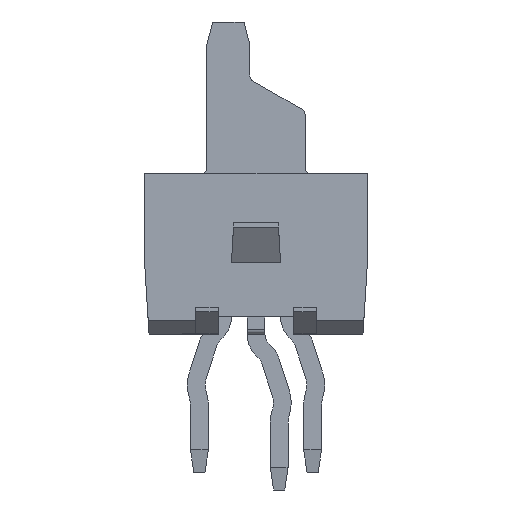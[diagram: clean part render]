
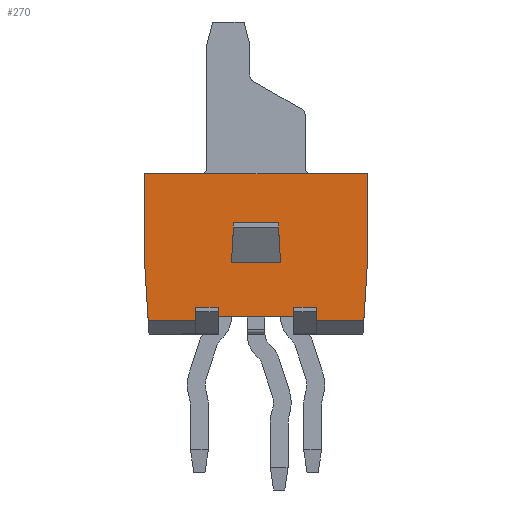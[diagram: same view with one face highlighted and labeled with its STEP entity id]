
A CAD part, left-side view. The second image highlights one B-rep face of the part: STEP entity #270.
In plain terms, the highlighted planar face has unit normal (-1, 0, 0).
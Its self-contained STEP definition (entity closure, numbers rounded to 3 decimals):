
#270 = ADVANCED_FACE( '', ( #547, #548 ), #549, .F. );
#547 = FACE_BOUND( '', #1117, .T. );
#548 = FACE_OUTER_BOUND( '', #1118, .T. );
#549 = PLANE( '', #1119 );
#1117 = EDGE_LOOP( '', ( #1769, #1770, #1771, #1772 ) );
#1118 = EDGE_LOOP( '', ( #1773, #1774, #1775, #1776, #1777, #1778, #1779, #1780, #1781, #1782, #1783, #1784, #1785, #1786 ) );
#1119 = AXIS2_PLACEMENT_3D( '', #1787, #1788, #1789 );
#1769 = ORIENTED_EDGE( '', *, *, #4094, .T. );
#1770 = ORIENTED_EDGE( '', *, *, #4095, .T. );
#1771 = ORIENTED_EDGE( '', *, *, #4096, .F. );
#1772 = ORIENTED_EDGE( '', *, *, #4097, .F. );
#1773 = ORIENTED_EDGE( '', *, *, #4098, .T. );
#1774 = ORIENTED_EDGE( '', *, *, #4099, .T. );
#1775 = ORIENTED_EDGE( '', *, *, #4100, .F. );
#1776 = ORIENTED_EDGE( '', *, *, #4101, .T. );
#1777 = ORIENTED_EDGE( '', *, *, #4102, .F. );
#1778 = ORIENTED_EDGE( '', *, *, #4103, .F. );
#1779 = ORIENTED_EDGE( '', *, *, #4104, .T. );
#1780 = ORIENTED_EDGE( '', *, *, #4105, .T. );
#1781 = ORIENTED_EDGE( '', *, *, #4106, .F. );
#1782 = ORIENTED_EDGE( '', *, *, #4107, .F. );
#1783 = ORIENTED_EDGE( '', *, *, #4088, .F. );
#1784 = ORIENTED_EDGE( '', *, *, #4108, .T. );
#1785 = ORIENTED_EDGE( '', *, *, #4109, .T. );
#1786 = ORIENTED_EDGE( '', *, *, #4110, .T. );
#1787 = CARTESIAN_POINT( '', ( -11.175, 2.5, 3.6 ) );
#1788 = DIRECTION( '', ( 1., 0., 0. ) );
#1789 = DIRECTION( '', ( 0., 0., -1. ) );
#4088 = EDGE_CURVE( '', #4913, #4915, #4916, .T. );
#4094 = EDGE_CURVE( '', #4924, #4925, #4926, .T. );
#4095 = EDGE_CURVE( '', #4925, #4927, #4928, .T. );
#4096 = EDGE_CURVE( '', #4929, #4927, #4930, .T. );
#4097 = EDGE_CURVE( '', #4924, #4929, #4931, .T. );
#4098 = EDGE_CURVE( '', #4932, #4933, #4934, .T. );
#4099 = EDGE_CURVE( '', #4933, #4935, #4936, .T. );
#4100 = EDGE_CURVE( '', #4937, #4935, #4938, .T. );
#4101 = EDGE_CURVE( '', #4937, #4939, #4940, .T. );
#4102 = EDGE_CURVE( '', #4941, #4939, #4942, .T. );
#4103 = EDGE_CURVE( '', #4943, #4941, #4944, .T. );
#4104 = EDGE_CURVE( '', #4943, #4945, #4946, .T. );
#4105 = EDGE_CURVE( '', #4945, #4947, #4948, .T. );
#4106 = EDGE_CURVE( '', #4949, #4947, #4950, .T. );
#4107 = EDGE_CURVE( '', #4915, #4949, #4951, .T. );
#4108 = EDGE_CURVE( '', #4913, #4952, #4953, .T. );
#4109 = EDGE_CURVE( '', #4952, #4954, #4955, .T. );
#4110 = EDGE_CURVE( '', #4954, #4932, #4956, .T. );
#4913 = VERTEX_POINT( '', #6252 );
#4915 = VERTEX_POINT( '', #6255 );
#4916 = LINE( '', #6256, #6257 );
#4924 = VERTEX_POINT( '', #6270 );
#4925 = VERTEX_POINT( '', #6271 );
#4926 = LINE( '', #6272, #6273 );
#4927 = VERTEX_POINT( '', #6274 );
#4928 = LINE( '', #6275, #6276 );
#4929 = VERTEX_POINT( '', #6277 );
#4930 = LINE( '', #6278, #6279 );
#4931 = LINE( '', #6280, #6281 );
#4932 = VERTEX_POINT( '', #6282 );
#4933 = VERTEX_POINT( '', #6283 );
#4934 = LINE( '', #6284, #6285 );
#4935 = VERTEX_POINT( '', #6286 );
#4936 = LINE( '', #6287, #6288 );
#4937 = VERTEX_POINT( '', #6289 );
#4938 = LINE( '', #6290, #6291 );
#4939 = VERTEX_POINT( '', #6292 );
#4940 = LINE( '', #6293, #6294 );
#4941 = VERTEX_POINT( '', #6295 );
#4942 = LINE( '', #6296, #6297 );
#4943 = VERTEX_POINT( '', #6298 );
#4944 = LINE( '', #6299, #6300 );
#4945 = VERTEX_POINT( '', #6301 );
#4946 = LINE( '', #6302, #6303 );
#4947 = VERTEX_POINT( '', #6304 );
#4948 = LINE( '', #6305, #6306 );
#4949 = VERTEX_POINT( '', #6307 );
#4950 = LINE( '', #6308, #6309 );
#4951 = LINE( '', #6310, #6311 );
#4952 = VERTEX_POINT( '', #6312 );
#4953 = LINE( '', #6313, #6314 );
#4954 = VERTEX_POINT( '', #6315 );
#4955 = LINE( '', #6316, #6317 );
#4956 = LINE( '', #6318, #6319 );
#6252 = CARTESIAN_POINT( '', ( -11.175, 2.5, 3.6 ) );
#6255 = CARTESIAN_POINT( '', ( -11.175, -2.5, 3.6 ) );
#6256 = CARTESIAN_POINT( '', ( -11.175, 2.5, 3.6 ) );
#6257 = VECTOR( '', #8212, 1000. );
#6270 = CARTESIAN_POINT( '', ( -11.175, -0.5, 2.5 ) );
#6271 = CARTESIAN_POINT( '', ( -11.175, -0.55, 1.6 ) );
#6272 = CARTESIAN_POINT( '', ( -11.175, -0.5, 2.5 ) );
#6273 = VECTOR( '', #8218, 1000. );
#6274 = CARTESIAN_POINT( '', ( -11.175, 0.55, 1.6 ) );
#6275 = CARTESIAN_POINT( '', ( -11.175, -0.55, 1.6 ) );
#6276 = VECTOR( '', #8219, 1000. );
#6277 = CARTESIAN_POINT( '', ( -11.175, 0.5, 2.5 ) );
#6278 = CARTESIAN_POINT( '', ( -11.175, 0.5, 2.5 ) );
#6279 = VECTOR( '', #8220, 1000. );
#6280 = CARTESIAN_POINT( '', ( -11.175, -0.55, 2.5 ) );
#6281 = VECTOR( '', #8221, 1000. );
#6282 = CARTESIAN_POINT( '', ( -11.175, 1.35, 0.3 ) );
#6283 = CARTESIAN_POINT( '', ( -11.175, 1.35, 0.6 ) );
#6284 = CARTESIAN_POINT( '', ( -11.175, 1.35, 0.3 ) );
#6285 = VECTOR( '', #8222, 1000. );
#6286 = CARTESIAN_POINT( '', ( -11.175, 0.85, 0.6 ) );
#6287 = CARTESIAN_POINT( '', ( -11.175, 1.35, 0.6 ) );
#6288 = VECTOR( '', #8223, 1000. );
#6289 = CARTESIAN_POINT( '', ( -11.175, 0.85, 0.4 ) );
#6290 = CARTESIAN_POINT( '', ( -11.175, 0.85, 0.3 ) );
#6291 = VECTOR( '', #8224, 1000. );
#6292 = CARTESIAN_POINT( '', ( -11.175, -0.85, 0.4 ) );
#6293 = CARTESIAN_POINT( '', ( -11.175, 2.5, 0.4 ) );
#6294 = VECTOR( '', #8225, 1000. );
#6295 = CARTESIAN_POINT( '', ( -11.175, -0.85, 0.6 ) );
#6296 = CARTESIAN_POINT( '', ( -11.175, -0.85, 0.6 ) );
#6297 = VECTOR( '', #8226, 1000. );
#6298 = CARTESIAN_POINT( '', ( -11.175, -1.35, 0.6 ) );
#6299 = CARTESIAN_POINT( '', ( -11.175, -1.35, 0.6 ) );
#6300 = VECTOR( '', #8227, 1000. );
#6301 = CARTESIAN_POINT( '', ( -11.175, -1.35, 0.3 ) );
#6302 = CARTESIAN_POINT( '', ( -11.175, -1.35, 0.6 ) );
#6303 = VECTOR( '', #8228, 1000. );
#6304 = CARTESIAN_POINT( '', ( -11.175, -2.419, 0.3 ) );
#6305 = CARTESIAN_POINT( '', ( -11.175, 2.5, 0.3 ) );
#6306 = VECTOR( '', #8229, 1000. );
#6307 = CARTESIAN_POINT( '', ( -11.175, -2.5, 1.6 ) );
#6308 = CARTESIAN_POINT( '', ( -11.175, -2.605, 3.281 ) );
#6309 = VECTOR( '', #8230, 1000. );
#6310 = CARTESIAN_POINT( '', ( -11.175, -2.5, 3.6 ) );
#6311 = VECTOR( '', #8231, 1000. );
#6312 = CARTESIAN_POINT( '', ( -11.175, 2.5, 1.6 ) );
#6313 = CARTESIAN_POINT( '', ( -11.175, 2.5, 3.6 ) );
#6314 = VECTOR( '', #8232, 1000. );
#6315 = CARTESIAN_POINT( '', ( -11.175, 2.419, 0.3 ) );
#6316 = CARTESIAN_POINT( '', ( -11.175, 2.625, 3.592 ) );
#6317 = VECTOR( '', #8233, 1000. );
#6318 = CARTESIAN_POINT( '', ( -11.175, 2.5, 0.3 ) );
#6319 = VECTOR( '', #8234, 1000. );
#8212 = DIRECTION( '', ( 0., -1., 0. ) );
#8218 = DIRECTION( '', ( 0., -0.055, -0.998 ) );
#8219 = DIRECTION( '', ( 0., 1., 0. ) );
#8220 = DIRECTION( '', ( 0., 0.055, -0.998 ) );
#8221 = DIRECTION( '', ( 0., 1., 0. ) );
#8222 = DIRECTION( '', ( 0., 0., 1. ) );
#8223 = DIRECTION( '', ( 0., -1., 0. ) );
#8224 = DIRECTION( '', ( 0., 0., 1. ) );
#8225 = DIRECTION( '', ( 0., -1., 0. ) );
#8226 = DIRECTION( '', ( 0., 0., -1. ) );
#8227 = DIRECTION( '', ( 0., 1., 0. ) );
#8228 = DIRECTION( '', ( 0., 0., -1. ) );
#8229 = DIRECTION( '', ( 0., -1., 0. ) );
#8230 = DIRECTION( '', ( 0., 0.062, -0.998 ) );
#8231 = DIRECTION( '', ( 0., 0., -1. ) );
#8232 = DIRECTION( '', ( 0., 0., -1. ) );
#8233 = DIRECTION( '', ( 0., -0.062, -0.998 ) );
#8234 = DIRECTION( '', ( 0., -1., 0. ) );
